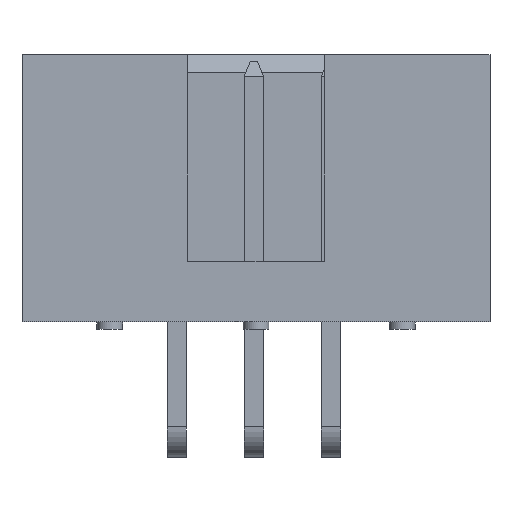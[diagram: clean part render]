
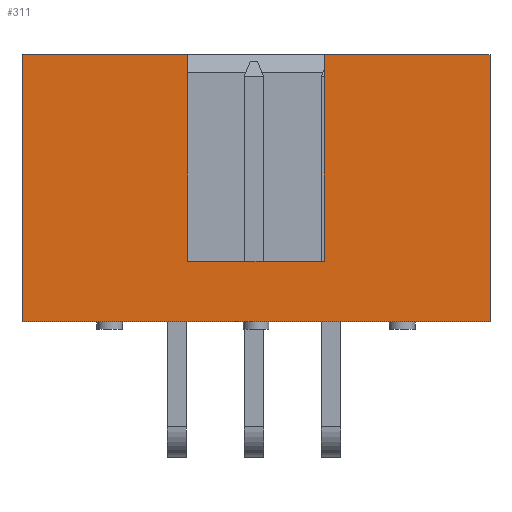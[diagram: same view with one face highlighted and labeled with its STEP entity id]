
A CAD part, front view. The second image highlights one B-rep face of the part: STEP entity #311.
In plain terms, the highlighted planar face has unit normal (0, -1, 0).
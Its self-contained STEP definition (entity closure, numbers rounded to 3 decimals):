
#311=ADVANCED_FACE('',(#779),#780,.F.);
#779=FACE_OUTER_BOUND('',#1461,.T.);
#780=PLANE('',#1462);
#1461=EDGE_LOOP('',(#2166,#2167,#2168,#2169,#2170,#2171,#2172,#2173));
#1462=AXIS2_PLACEMENT_3D('',#2174,#2175,#2176);
#2166=ORIENTED_EDGE('',*,*,#3939,.F.);
#2167=ORIENTED_EDGE('',*,*,#3940,.T.);
#2168=ORIENTED_EDGE('',*,*,#3941,.T.);
#2169=ORIENTED_EDGE('',*,*,#3942,.F.);
#2170=ORIENTED_EDGE('',*,*,#3943,.F.);
#2171=ORIENTED_EDGE('',*,*,#3944,.F.);
#2172=ORIENTED_EDGE('',*,*,#3945,.F.);
#2173=ORIENTED_EDGE('',*,*,#3946,.F.);
#2174=CARTESIAN_POINT('',(0.0,-4.4,0.0));
#2175=DIRECTION('',(0.0,1.0,0.0));
#2176=DIRECTION('',(1.0,0.0,-0.0));
#3939=EDGE_CURVE('',#4687,#4688,#4689,.T.);
#3940=EDGE_CURVE('',#4687,#4690,#4691,.T.);
#3941=EDGE_CURVE('',#4690,#4692,#4693,.T.);
#3942=EDGE_CURVE('',#4694,#4692,#4695,.T.);
#3943=EDGE_CURVE('',#4696,#4694,#4697,.T.);
#3944=EDGE_CURVE('',#4698,#4696,#4699,.T.);
#3945=EDGE_CURVE('',#4700,#4698,#4701,.T.);
#3946=EDGE_CURVE('',#4688,#4700,#4702,.T.);
#4687=VERTEX_POINT('',#5725);
#4688=VERTEX_POINT('',#5726);
#4689=LINE('',#5727,#5728);
#4690=VERTEX_POINT('',#5729);
#4691=LINE('',#5730,#5731);
#4692=VERTEX_POINT('',#5732);
#4693=LINE('',#5733,#5734);
#4694=VERTEX_POINT('',#5735);
#4695=LINE('',#5736,#5737);
#4696=VERTEX_POINT('',#5738);
#4697=LINE('',#5739,#5740);
#4698=VERTEX_POINT('',#5741);
#4699=LINE('',#5742,#5743);
#4700=VERTEX_POINT('',#5744);
#4701=LINE('',#5745,#5746);
#4702=LINE('',#5747,#5748);
#5725=CARTESIAN_POINT('',(2.25,-4.4,-2.4));
#5726=CARTESIAN_POINT('',(2.25,-4.4,4.4));
#5727=CARTESIAN_POINT('',(2.25,-4.4,-2.4));
#5728=VECTOR('',#7096,1000.0);
#5729=CARTESIAN_POINT('',(-2.25,-4.4,-2.4));
#5730=CARTESIAN_POINT('',(2.25,-4.4,-2.4));
#5731=VECTOR('',#7097,1000.0);
#5732=CARTESIAN_POINT('',(-2.25,-4.4,4.4));
#5733=CARTESIAN_POINT('',(-2.25,-4.4,-2.4));
#5734=VECTOR('',#7098,1000.0);
#5735=CARTESIAN_POINT('',(-7.71,-4.4,4.4));
#5736=CARTESIAN_POINT('',(-7.71,-4.4,4.4));
#5737=VECTOR('',#7099,1000.0);
#5738=CARTESIAN_POINT('',(-7.71,-4.4,-4.4));
#5739=CARTESIAN_POINT('',(-7.71,-4.4,-4.4));
#5740=VECTOR('',#7100,1000.0);
#5741=CARTESIAN_POINT('',(7.71,-4.4,-4.4));
#5742=CARTESIAN_POINT('',(7.71,-4.4,-4.4));
#5743=VECTOR('',#7101,1000.0);
#5744=CARTESIAN_POINT('',(7.71,-4.4,4.4));
#5745=CARTESIAN_POINT('',(7.71,-4.4,4.4));
#5746=VECTOR('',#7102,1000.0);
#5747=CARTESIAN_POINT('',(-7.71,-4.4,4.4));
#5748=VECTOR('',#7103,1000.0);
#7096=DIRECTION('',(0.0,0.0,1.0));
#7097=DIRECTION('',(-1.0,0.0,0.0));
#7098=DIRECTION('',(0.0,0.0,1.0));
#7099=DIRECTION('',(1.0,0.0,0.0));
#7100=DIRECTION('',(0.0,0.0,1.0));
#7101=DIRECTION('',(-1.0,0.0,0.0));
#7102=DIRECTION('',(0.0,0.0,-1.0));
#7103=DIRECTION('',(1.0,0.0,0.0));
